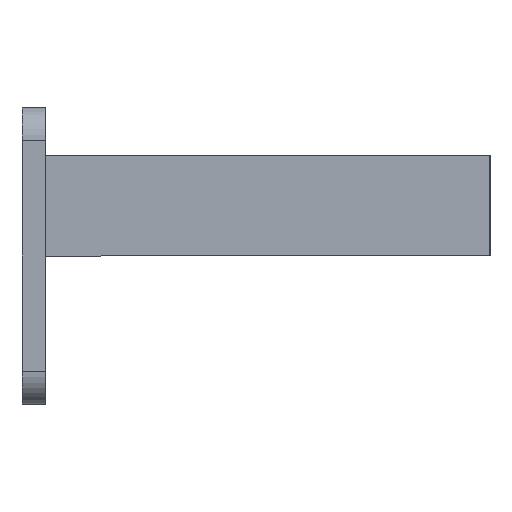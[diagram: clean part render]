
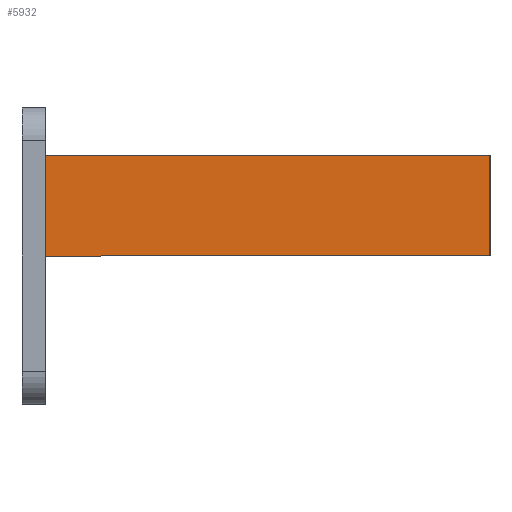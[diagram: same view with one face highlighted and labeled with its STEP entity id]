
A CAD part, left-side view. The second image highlights one B-rep face of the part: STEP entity #5932.
In plain terms, the highlighted planar face has unit normal (-1, 0, 0).
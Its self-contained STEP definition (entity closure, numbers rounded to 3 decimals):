
#3840 = PLANE('',#3841);
#3841 = AXIS2_PLACEMENT_3D('',#3842,#3843,#3844);
#3842 = CARTESIAN_POINT('',(0.,-3.5,-0.018
    ));
#3843 = DIRECTION('',(0.,1.,0.));
#3844 = DIRECTION('',(0.,0.,1.));
#5127 = VERTEX_POINT('',#5128);
#5128 = CARTESIAN_POINT('',(-81.,-3.5,15.));
#5142 = PLANE('',#5143);
#5143 = AXIS2_PLACEMENT_3D('',#5144,#5145,#5146);
#5144 = CARTESIAN_POINT('',(-81.,-70.,15.));
#5145 = DIRECTION('',(0.,0.,-1.));
#5146 = DIRECTION('',(1.,0.,0.));
#5154 = EDGE_CURVE('',#5127,#5155,#5157,.T.);
#5155 = VERTEX_POINT('',#5156);
#5156 = CARTESIAN_POINT('',(-81.,-3.5,0.));
#5157 = SURFACE_CURVE('',#5158,(#5162,#5169),.PCURVE_S1.);
#5158 = LINE('',#5159,#5160);
#5159 = CARTESIAN_POINT('',(-81.,-3.5,-0.009));
#5160 = VECTOR('',#5161,1.);
#5161 = DIRECTION('',(0.,0.,-1.));
#5162 = PCURVE('',#3840,#5163);
#5163 = DEFINITIONAL_REPRESENTATION('',(#5164),#5168);
#5164 = LINE('',#5165,#5166);
#5165 = CARTESIAN_POINT('',(0.009,-81.));
#5166 = VECTOR('',#5167,1.);
#5167 = DIRECTION('',(-1.,0.));
#5168 = ( GEOMETRIC_REPRESENTATION_CONTEXT(2) 
PARAMETRIC_REPRESENTATION_CONTEXT() REPRESENTATION_CONTEXT('2D SPACE',''
  ) );
#5169 = PCURVE('',#5170,#5175);
#5170 = PLANE('',#5171);
#5171 = AXIS2_PLACEMENT_3D('',#5172,#5173,#5174);
#5172 = CARTESIAN_POINT('',(-81.,-70.,0.));
#5173 = DIRECTION('',(1.,0.,0.));
#5174 = DIRECTION('',(0.,0.,1.));
#5175 = DEFINITIONAL_REPRESENTATION('',(#5176),#5180);
#5176 = LINE('',#5177,#5178);
#5177 = CARTESIAN_POINT('',(-0.009,-66.5));
#5178 = VECTOR('',#5179,1.);
#5179 = DIRECTION('',(-1.,0.));
#5180 = ( GEOMETRIC_REPRESENTATION_CONTEXT(2) 
PARAMETRIC_REPRESENTATION_CONTEXT() REPRESENTATION_CONTEXT('2D SPACE',''
  ) );
#5196 = PLANE('',#5197);
#5197 = AXIS2_PLACEMENT_3D('',#5198,#5199,#5200);
#5198 = CARTESIAN_POINT('',(-79.,-70.,0.));
#5199 = DIRECTION('',(0.,0.,1.));
#5200 = DIRECTION('',(-1.,0.,0.));
#5605 = PLANE('',#5606);
#5606 = AXIS2_PLACEMENT_3D('',#5607,#5608,#5609);
#5607 = CARTESIAN_POINT('',(0.,-70.,10.317));
#5608 = DIRECTION('',(0.,1.,0.));
#5609 = DIRECTION('',(0.,0.,1.));
#5888 = VERTEX_POINT('',#5889);
#5889 = CARTESIAN_POINT('',(-81.,-70.,15.));
#5910 = EDGE_CURVE('',#5888,#5127,#5911,.T.);
#5911 = SURFACE_CURVE('',#5912,(#5916,#5923),.PCURVE_S1.);
#5912 = LINE('',#5913,#5914);
#5913 = CARTESIAN_POINT('',(-81.,-70.,15.));
#5914 = VECTOR('',#5915,1.);
#5915 = DIRECTION('',(0.,1.,0.));
#5916 = PCURVE('',#5142,#5917);
#5917 = DEFINITIONAL_REPRESENTATION('',(#5918),#5922);
#5918 = LINE('',#5919,#5920);
#5919 = CARTESIAN_POINT('',(0.,0.));
#5920 = VECTOR('',#5921,1.);
#5921 = DIRECTION('',(0.,-1.));
#5922 = ( GEOMETRIC_REPRESENTATION_CONTEXT(2) 
PARAMETRIC_REPRESENTATION_CONTEXT() REPRESENTATION_CONTEXT('2D SPACE',''
  ) );
#5923 = PCURVE('',#5170,#5924);
#5924 = DEFINITIONAL_REPRESENTATION('',(#5925),#5929);
#5925 = LINE('',#5926,#5927);
#5926 = CARTESIAN_POINT('',(15.,0.));
#5927 = VECTOR('',#5928,1.);
#5928 = DIRECTION('',(0.,-1.));
#5929 = ( GEOMETRIC_REPRESENTATION_CONTEXT(2) 
PARAMETRIC_REPRESENTATION_CONTEXT() REPRESENTATION_CONTEXT('2D SPACE',''
  ) );
#5932 = ADVANCED_FACE('',(#5933),#5170,.F.);
#5933 = FACE_BOUND('',#5934,.F.);
#5934 = EDGE_LOOP('',(#5935,#5958,#5979,#5980));
#5935 = ORIENTED_EDGE('',*,*,#5936,.F.);
#5936 = EDGE_CURVE('',#5937,#5888,#5939,.T.);
#5937 = VERTEX_POINT('',#5938);
#5938 = CARTESIAN_POINT('',(-81.,-70.,0.));
#5939 = SURFACE_CURVE('',#5940,(#5944,#5951),.PCURVE_S1.);
#5940 = LINE('',#5941,#5942);
#5941 = CARTESIAN_POINT('',(-81.,-70.,0.));
#5942 = VECTOR('',#5943,1.);
#5943 = DIRECTION('',(0.,0.,1.));
#5944 = PCURVE('',#5170,#5945);
#5945 = DEFINITIONAL_REPRESENTATION('',(#5946),#5950);
#5946 = LINE('',#5947,#5948);
#5947 = CARTESIAN_POINT('',(0.,0.));
#5948 = VECTOR('',#5949,1.);
#5949 = DIRECTION('',(1.,0.));
#5950 = ( GEOMETRIC_REPRESENTATION_CONTEXT(2) 
PARAMETRIC_REPRESENTATION_CONTEXT() REPRESENTATION_CONTEXT('2D SPACE',''
  ) );
#5951 = PCURVE('',#5605,#5952);
#5952 = DEFINITIONAL_REPRESENTATION('',(#5953),#5957);
#5953 = LINE('',#5954,#5955);
#5954 = CARTESIAN_POINT('',(-10.317,-81.));
#5955 = VECTOR('',#5956,1.);
#5956 = DIRECTION('',(1.,0.));
#5957 = ( GEOMETRIC_REPRESENTATION_CONTEXT(2) 
PARAMETRIC_REPRESENTATION_CONTEXT() REPRESENTATION_CONTEXT('2D SPACE',''
  ) );
#5958 = ORIENTED_EDGE('',*,*,#5959,.T.);
#5959 = EDGE_CURVE('',#5937,#5155,#5960,.T.);
#5960 = SURFACE_CURVE('',#5961,(#5965,#5972),.PCURVE_S1.);
#5961 = LINE('',#5962,#5963);
#5962 = CARTESIAN_POINT('',(-81.,-70.,0.));
#5963 = VECTOR('',#5964,1.);
#5964 = DIRECTION('',(0.,1.,0.));
#5965 = PCURVE('',#5170,#5966);
#5966 = DEFINITIONAL_REPRESENTATION('',(#5967),#5971);
#5967 = LINE('',#5968,#5969);
#5968 = CARTESIAN_POINT('',(0.,0.));
#5969 = VECTOR('',#5970,1.);
#5970 = DIRECTION('',(0.,-1.));
#5971 = ( GEOMETRIC_REPRESENTATION_CONTEXT(2) 
PARAMETRIC_REPRESENTATION_CONTEXT() REPRESENTATION_CONTEXT('2D SPACE',''
  ) );
#5972 = PCURVE('',#5196,#5973);
#5973 = DEFINITIONAL_REPRESENTATION('',(#5974),#5978);
#5974 = LINE('',#5975,#5976);
#5975 = CARTESIAN_POINT('',(2.,0.));
#5976 = VECTOR('',#5977,1.);
#5977 = DIRECTION('',(0.,-1.));
#5978 = ( GEOMETRIC_REPRESENTATION_CONTEXT(2) 
PARAMETRIC_REPRESENTATION_CONTEXT() REPRESENTATION_CONTEXT('2D SPACE',''
  ) );
#5979 = ORIENTED_EDGE('',*,*,#5154,.F.);
#5980 = ORIENTED_EDGE('',*,*,#5910,.F.);
